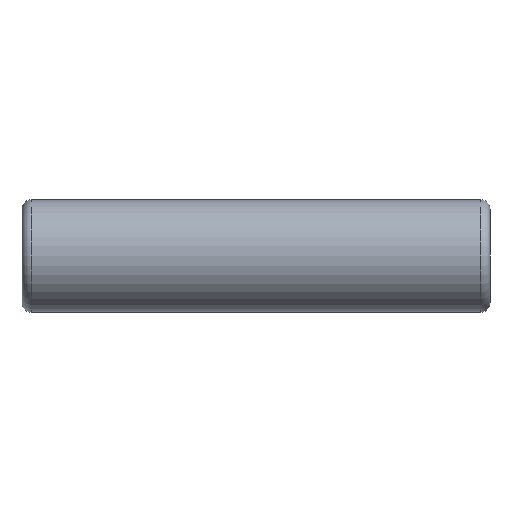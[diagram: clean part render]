
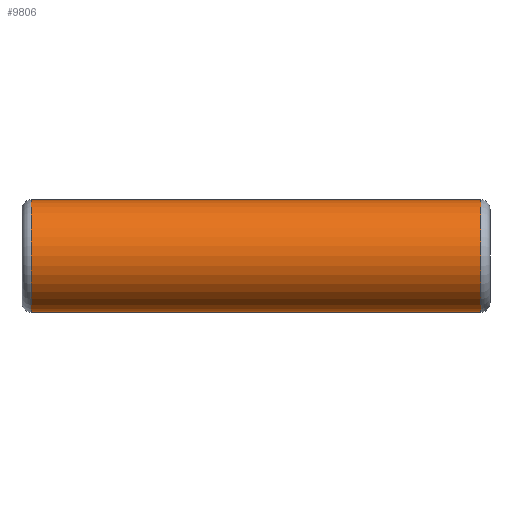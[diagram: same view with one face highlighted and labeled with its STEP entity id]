
A CAD part, front view. The second image highlights one B-rep face of the part: STEP entity #9806.
In plain terms, the highlighted cylindrical face has radius 19.05 mm (diameter 38.1 mm), a full revolution.
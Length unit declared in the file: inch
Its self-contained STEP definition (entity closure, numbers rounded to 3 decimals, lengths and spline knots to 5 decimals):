
#114=CYLINDRICAL_SURFACE('',#10451,0.75);
#315=CIRCLE('',#10452,0.75);
#316=CIRCLE('',#10453,0.75);
#317=CIRCLE('',#10454,0.75);
#318=CIRCLE('',#10455,0.75);
#319=CIRCLE('',#10456,0.75);
#320=CIRCLE('',#10457,0.75);
#359=ELLIPSE('',#10450,1.24201,0.75);
#360=ELLIPSE('',#10458,1.24201,0.75);
#754=FACE_BOUND('',#1845,.T.);
#1267=FACE_OUTER_BOUND('',#1844,.T.);
#1844=EDGE_LOOP('',(#8880,#8881,#8882,#8883,#8884,#8885,#8886,#8887));
#1845=EDGE_LOOP('',(#8888,#8889,#8890,#8891));
#2781=LINE('',#17164,#3737);
#2813=LINE('',#18042,#3769);
#2814=LINE('',#18049,#3770);
#3737=VECTOR('',#12373,0.3937);
#3769=VECTOR('',#12667,0.75);
#3770=VECTOR('',#12674,0.3937);
#4606=VERTEX_POINT('',#17161);
#4607=VERTEX_POINT('',#17163);
#4694=VERTEX_POINT('',#17952);
#4695=VERTEX_POINT('',#18035);
#4696=VERTEX_POINT('',#18036);
#4697=VERTEX_POINT('',#18038);
#4698=VERTEX_POINT('',#18041);
#4699=VERTEX_POINT('',#18043);
#4700=VERTEX_POINT('',#18045);
#4701=VERTEX_POINT('',#18048);
#5965=EDGE_CURVE('',#4607,#4606,#2781,.T.);
#6103=EDGE_CURVE('',#4694,#4606,#359,.T.);
#6104=EDGE_CURVE('',#4695,#4696,#315,.T.);
#6105=EDGE_CURVE('',#4697,#4695,#316,.T.);
#6106=EDGE_CURVE('',#4696,#4697,#317,.T.);
#6107=EDGE_CURVE('',#4696,#4698,#2813,.T.);
#6108=EDGE_CURVE('',#4699,#4698,#318,.T.);
#6109=EDGE_CURVE('',#4700,#4699,#319,.T.);
#6110=EDGE_CURVE('',#4698,#4700,#320,.T.);
#6111=EDGE_CURVE('',#4694,#4701,#2814,.T.);
#6112=EDGE_CURVE('',#4607,#4701,#360,.T.);
#8880=ORIENTED_EDGE('',*,*,#6104,.F.);
#8881=ORIENTED_EDGE('',*,*,#6105,.F.);
#8882=ORIENTED_EDGE('',*,*,#6106,.F.);
#8883=ORIENTED_EDGE('',*,*,#6107,.T.);
#8884=ORIENTED_EDGE('',*,*,#6108,.F.);
#8885=ORIENTED_EDGE('',*,*,#6109,.F.);
#8886=ORIENTED_EDGE('',*,*,#6110,.F.);
#8887=ORIENTED_EDGE('',*,*,#6107,.F.);
#8888=ORIENTED_EDGE('',*,*,#6103,.F.);
#8889=ORIENTED_EDGE('',*,*,#6111,.T.);
#8890=ORIENTED_EDGE('',*,*,#6112,.F.);
#8891=ORIENTED_EDGE('',*,*,#5965,.T.);
#9806=ADVANCED_FACE('',(#1267,#754),#114,.T.);
#10450=AXIS2_PLACEMENT_3D('',#18033,#12657,#12658);
#10451=AXIS2_PLACEMENT_3D('',#18034,#12659,#12660);
#10452=AXIS2_PLACEMENT_3D('',#18037,#12661,#12662);
#10453=AXIS2_PLACEMENT_3D('',#18039,#12663,#12664);
#10454=AXIS2_PLACEMENT_3D('',#18040,#12665,#12666);
#10455=AXIS2_PLACEMENT_3D('',#18044,#12668,#12669);
#10456=AXIS2_PLACEMENT_3D('',#18046,#12670,#12671);
#10457=AXIS2_PLACEMENT_3D('',#18047,#12672,#12673);
#10458=AXIS2_PLACEMENT_3D('',#18050,#12675,#12676);
#12373=DIRECTION('',(1.,0.,0.));
#12657=DIRECTION('center_axis',(-0.604,0.797,0.));
#12658=DIRECTION('ref_axis',(0.797,0.604,0.));
#12659=DIRECTION('center_axis',(-1.,0.,0.));
#12660=DIRECTION('ref_axis',(0.,1.,0.));
#12661=DIRECTION('center_axis',(-1.,0.,0.));
#12662=DIRECTION('ref_axis',(0.,-1.,0.));
#12663=DIRECTION('center_axis',(-1.,0.,0.));
#12664=DIRECTION('ref_axis',(0.,-1.,0.));
#12665=DIRECTION('center_axis',(-1.,0.,0.));
#12666=DIRECTION('ref_axis',(0.,-1.,0.));
#12667=DIRECTION('',(1.,0.,0.));
#12668=DIRECTION('center_axis',(1.,0.,0.));
#12669=DIRECTION('ref_axis',(0.,-1.,0.));
#12670=DIRECTION('center_axis',(1.,0.,0.));
#12671=DIRECTION('ref_axis',(0.,-1.,0.));
#12672=DIRECTION('center_axis',(1.,0.,0.));
#12673=DIRECTION('ref_axis',(0.,-1.,0.));
#12674=DIRECTION('',(-1.,0.,0.));
#12675=DIRECTION('center_axis',(0.604,0.797,0.));
#12676=DIRECTION('ref_axis',(-0.797,0.604,0.));
#17161=CARTESIAN_POINT('',(1.705,0.,-0.75));
#17163=CARTESIAN_POINT('',(-1.705,0.,-0.75));
#17164=CARTESIAN_POINT('',(-0.8525,0.,-0.75));
#17952=CARTESIAN_POINT('',(1.705,0.,0.75));
#18033=CARTESIAN_POINT('Origin',(1.705,0.,0.));
#18034=CARTESIAN_POINT('Origin',(3.115,0.,0.));
#18035=CARTESIAN_POINT('',(-2.99,0.75,0.));
#18036=CARTESIAN_POINT('',(-2.99,-0.75,0.));
#18037=CARTESIAN_POINT('Origin',(-2.99,0.,0.));
#18038=CARTESIAN_POINT('',(-2.99,0.,0.75));
#18039=CARTESIAN_POINT('Origin',(-2.99,0.,0.));
#18040=CARTESIAN_POINT('Origin',(-2.99,0.,0.));
#18041=CARTESIAN_POINT('',(2.99,-0.75,0.));
#18042=CARTESIAN_POINT('',(3.115,-0.75,0.));
#18043=CARTESIAN_POINT('',(2.99,0.,0.75));
#18044=CARTESIAN_POINT('Origin',(2.99,0.,0.));
#18045=CARTESIAN_POINT('',(2.99,0.75,0.));
#18046=CARTESIAN_POINT('Origin',(2.99,0.,0.));
#18047=CARTESIAN_POINT('Origin',(2.99,0.,0.));
#18048=CARTESIAN_POINT('',(-1.705,0.,0.75));
#18049=CARTESIAN_POINT('',(0.8525,0.,0.75));
#18050=CARTESIAN_POINT('Origin',(-1.705,0.,0.));
